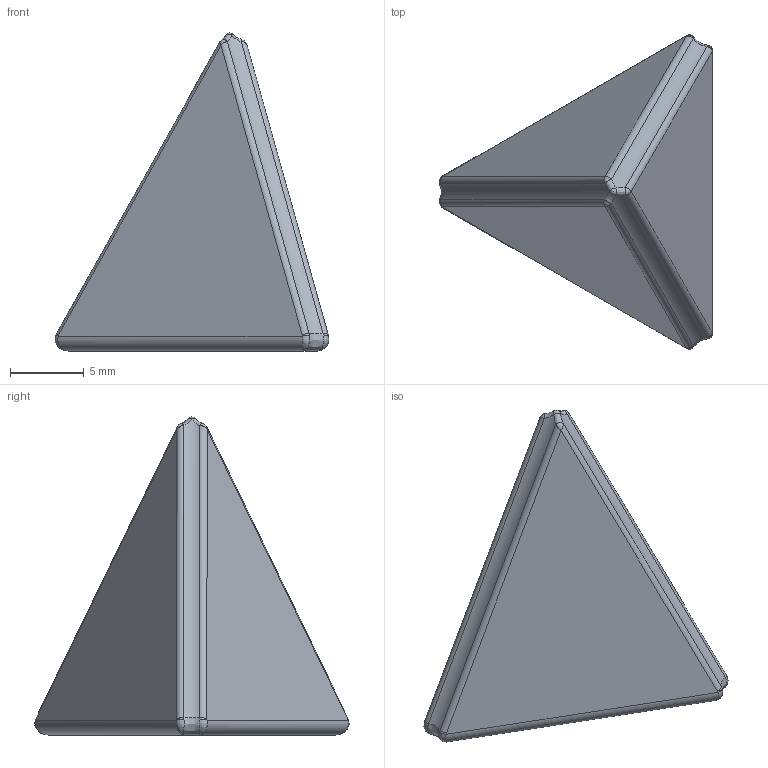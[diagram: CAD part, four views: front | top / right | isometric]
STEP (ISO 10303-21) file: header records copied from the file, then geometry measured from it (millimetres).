
FILE_DESCRIPTION(/* description */ (''),/* implementation_level */ '2;1');
FILE_NAME(/* name */ 'triangular counterweight v5.step',/* time_stamp */ '2024-08-06T15:31:27-04:00',/* author */ (''),/* organization */ (''),/* preprocessor_version */ 'ST-DEVELOPER v20',/* originating_system */ 'Autodesk Translation Framework v13.14.0.145',/* authorisation */ '');
FILE_SCHEMA (('AUTOMOTIVE_DESIGN { 1 0 10303 214 3 1 1 }'));
Length unit declared in the file: millimetre
Products named in the file (1): triangular counterweight
Bounding box: 18.62 x 21.36 x 21.62 mm (x, y, z)
Volume: 1997.8 mm3; surface area: 1018.4 mm2
Topology: 1 solids, 1 shells, 38 faces, 89 edges, 43 vertices
Faces by surface type: bspline 21, cylinder 12, plane 4, sphere 1
Entity records: 1806 total; most frequent: CARTESIAN_POINT 1075, ORIENTED_EDGE 158, DIRECTION 116, EDGE_CURVE 79, AXIS2_PLACEMENT_3D 49, VERTEX_POINT 43, FACE_OUTER_BOUND 38, EDGE_LOOP 38
